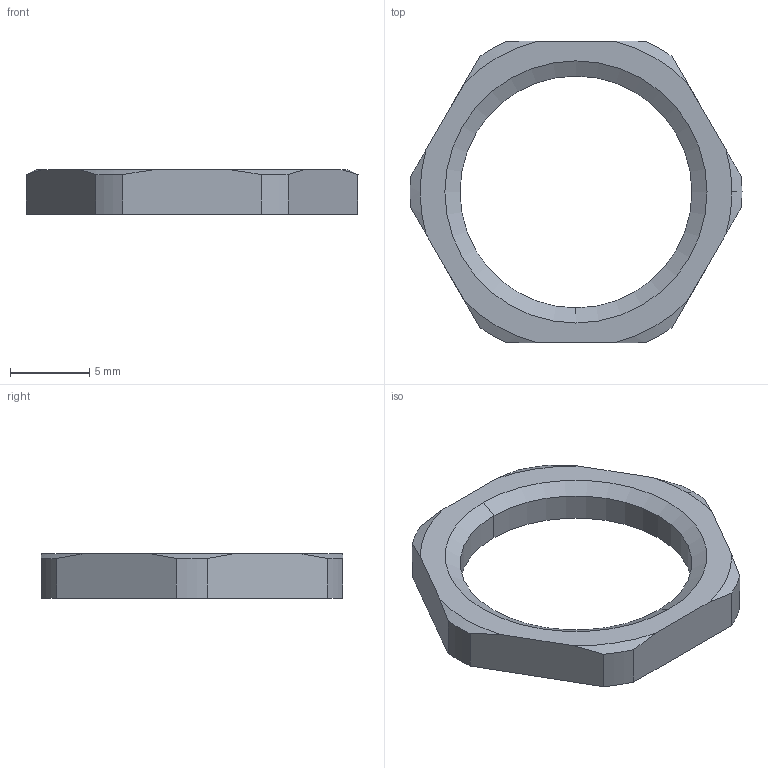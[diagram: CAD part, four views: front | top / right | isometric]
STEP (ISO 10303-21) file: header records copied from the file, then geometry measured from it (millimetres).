
FILE_DESCRIPTION (( 'STEP AP214' ), '1' );
FILE_NAME ('5989-1 M12 8-pole & 12-pole Panel Nut M16 - 1504097 STEP214.STEP', '2022-06-10T14:54:28', ( '' ), ( '' ), 'SwSTEP 2.0', 'SolidWorks 2022', '' );
FILE_SCHEMA (( 'AUTOMOTIVE_DESIGN' ));
Length unit declared in the file: millimetre
Products named in the file (1): 5989-1 M12 8-pole & 12-pole Panel Nut M16 - 1504097 STEP214
Bounding box: 20.89 x 19 x 2.8 mm (x, y, z)
Volume: 371.7 mm3; surface area: 550.9 mm2
Topology: 1 solids, 1 shells, 27 faces, 71 edges, 46 vertices
Faces by surface type: cone 11, plane 8, cylinder 8
Entity records: 1212 total; most frequent: CARTESIAN_POINT 205, DIRECTION 143, ORIENTED_EDGE 142, EDGE_CURVE 71, AXIS2_PLACEMENT_3D 56, VERTEX_POINT 46, VECTOR 31, LINE 31
